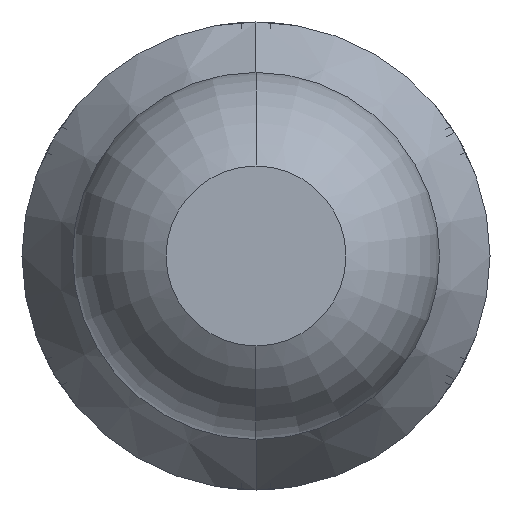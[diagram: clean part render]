
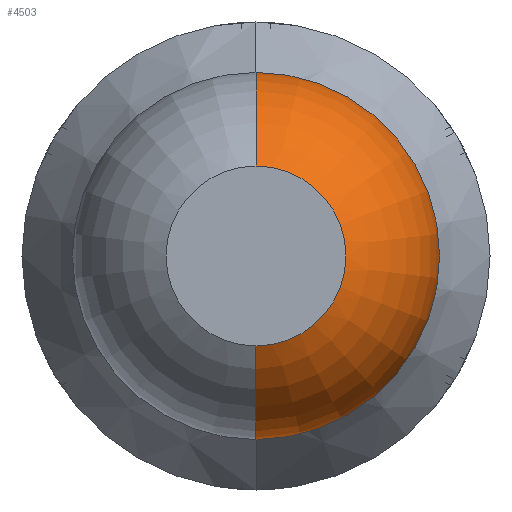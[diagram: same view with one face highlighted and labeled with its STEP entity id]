
A CAD part, front view. The second image highlights one B-rep face of the part: STEP entity #4503.
In plain terms, the highlighted toroidal (fillet/blend) face has major radius 0.01 mm and minor radius 0.5 mm.
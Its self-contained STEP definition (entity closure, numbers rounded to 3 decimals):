
#43 = CARTESIAN_POINT ( 'NONE',  ( 0., -25.4, -0.25 ) ) ;
#92 = AXIS2_PLACEMENT_3D ( 'NONE', #2589, #1042, #4589 ) ;
#153 = ORIENTED_EDGE ( 'NONE', *, *, #2747, .F. ) ;
#282 = EDGE_CURVE ( 'Defeature ausgef�hrt2_0+Defeature ausgef�hrt2_37+Defeature ausgef�hrt2_37+Defeature ausgef�hrt2_37', #1015, #4791, #1442, .T. ) ;
#330 = ORIENTED_EDGE ( 'NONE', *, *, #2939, .T. ) ;
#574 = CARTESIAN_POINT ( 'NONE',  ( 0., -24.961, 0.01 ) ) ;
#866 = AXIS2_PLACEMENT_3D ( 'NONE', #3887, #4282, #1434 ) ;
#909 = DIRECTION ( 'NONE',  ( 0., 1., 0. ) ) ;
#923 = FACE_OUTER_BOUND ( 'NONE', #3441, .T. ) ;
#999 = AXIS2_PLACEMENT_3D ( 'NONE', #2448, #909, #4054 ) ;
#1015 = VERTEX_POINT ( 'NONE', #3162 ) ;
#1042 = DIRECTION ( 'NONE',  ( -1., 0., 0. ) ) ;
#1434 = DIRECTION ( 'NONE',  ( 0., 0., -1. ) ) ;
#1442 = CIRCLE ( 'NONE', #999, 0.25 ) ;
#1488 = CIRCLE ( 'NONE', #92, 0.5 ) ;
#1526 = CARTESIAN_POINT ( 'NONE',  ( 0., -24.961, 0.51 ) ) ;
#1730 = ORIENTED_EDGE ( 'NONE', *, *, #282, .T. ) ;
#1733 = DIRECTION ( 'NONE',  ( 1., 0., 0. ) ) ;
#1765 = DIRECTION ( 'NONE',  ( 0., 0., -1. ) ) ;
#1853 = VERTEX_POINT ( 'NONE', #1526 ) ;
#2099 = TOROIDAL_SURFACE ( 'NONE', #4361, 0.01, 0.5 ) ;
#2140 = CARTESIAN_POINT ( 'NONE',  ( 0., -24.961, 0. ) ) ;
#2448 = CARTESIAN_POINT ( 'NONE',  ( 0., -25.4, 0. ) ) ;
#2589 = CARTESIAN_POINT ( 'NONE',  ( 0., -24.961, -0.01 ) ) ;
#2745 = CARTESIAN_POINT ( 'NONE',  ( 0., -24.961, -0.51 ) ) ;
#2747 = EDGE_CURVE ( 'NONE', #3244, #4791, #1488, .T. ) ;
#2939 = EDGE_CURVE ( 'NONE', #1853, #1015, #4837, .T. ) ;
#2966 = CIRCLE ( 'NONE', #866, 0.51 ) ;
#3162 = CARTESIAN_POINT ( 'NONE',  ( 0., -25.4, 0.25 ) ) ;
#3244 = VERTEX_POINT ( 'NONE', #2745 ) ;
#3302 = DIRECTION ( 'NONE',  ( 0., 0., -1. ) ) ;
#3441 = EDGE_LOOP ( 'NONE', ( #4792, #330, #1730, #153 ) ) ;
#3819 = EDGE_CURVE ( 'Defeature ausgef�hrt2_0+Defeature ausgef�hrt2_36+Defeature ausgef�hrt2_36+Defeature ausgef�hrt2_36', #3244, #1853, #2966, .T. ) ;
#3887 = CARTESIAN_POINT ( 'NONE',  ( 0., -24.961, 0. ) ) ;
#4054 = DIRECTION ( 'NONE',  ( 0., 0., 1. ) ) ;
#4282 = DIRECTION ( 'NONE',  ( 0., -1., 0. ) ) ;
#4361 = AXIS2_PLACEMENT_3D ( 'NONE', #2140, #4497, #3302 ) ;
#4497 = DIRECTION ( 'NONE',  ( 0., -1., 0. ) ) ;
#4503 = ADVANCED_FACE ( 'Defeature ausgef�hrt2_0', ( #923 ), #2099, .T. ) ;
#4589 = DIRECTION ( 'NONE',  ( 0., 0., 1. ) ) ;
#4745 = AXIS2_PLACEMENT_3D ( 'NONE', #574, #1733, #1765 ) ;
#4791 = VERTEX_POINT ( 'NONE', #43 ) ;
#4792 = ORIENTED_EDGE ( 'NONE', *, *, #3819, .T. ) ;
#4837 = CIRCLE ( 'NONE', #4745, 0.5 ) ;
